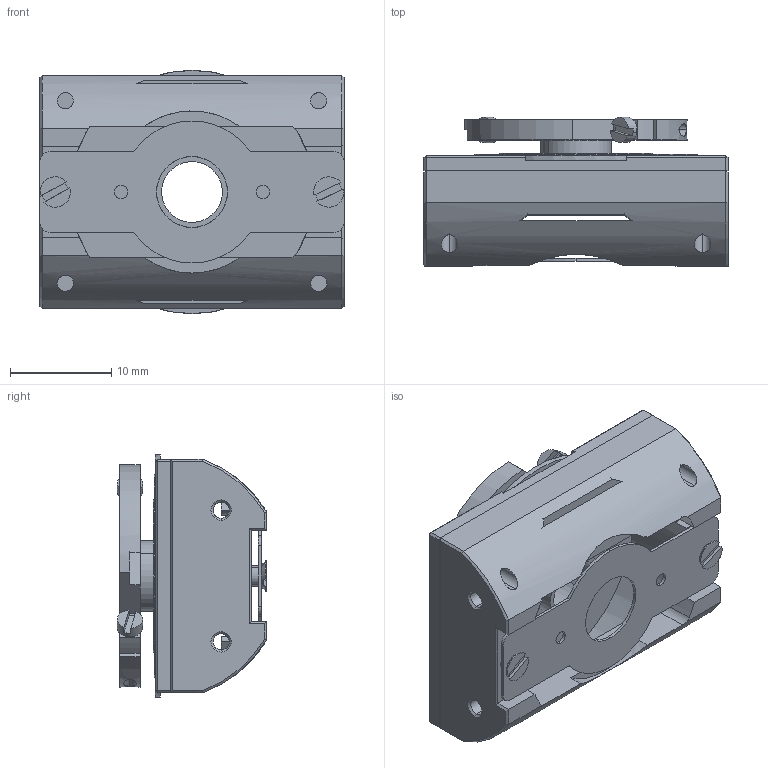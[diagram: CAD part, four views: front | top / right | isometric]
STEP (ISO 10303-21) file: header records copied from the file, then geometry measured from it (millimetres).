
FILE_DESCRIPTION (( 'STEP AP214' ), '1' );
FILE_NAME ('Rotator25.optic.web.STEP', '2022-04-27T09:17:13', ( '' ), ( '' ), 'SwSTEP 2.0', 'SolidWorks 2020', '' );
FILE_SCHEMA (( 'AUTOMOTIVE_DESIGN' ));
Length unit declared in the file: millimetre
Products named in the file (10): 葩璃 階啣^Rotator25.optic.web; 葩璃 蛌攫 part1^Rotator25.optic.web; 复件 铍铜片^Rotator25.optic.web; 葩璃 蛌攫 part2^Rotator25.optic.web; 葩璃 M1.6-D2.5T1.2L3^Rotator25.optic.web; 葩璃 杶芠_祑倛^Rotator25.optic.web; 葩璃 m2-D3L3.5T0.6^Rotator25.optic.web; 葩璃 蛌粣 holo^Rotator25.optic.web; Rotator25.optic.web; 葩璃 遠倛萇郯沭ver4^Rotator25.optic.web
Assembly tree (15 placements, depth 2):
  Rotator25.optic.web
    葩璃 杶芠_祑倛^Rotator25.optic.web
    葩璃 階啣^Rotator25.optic.web
    葩璃 遠倛萇郯沭ver4^Rotator25.optic.web
    复件 铍铜片^Rotator25.optic.web
    葩璃 蛌粣 holo^Rotator25.optic.web
    葩璃 蛌攫 part1^Rotator25.optic.web
    葩璃 蛌攫 part2^Rotator25.optic.web
    葩璃 M1.6-D2.5T1.2L3^Rotator25.optic.web  x2
    葩璃 m2-D3L3.5T0.6^Rotator25.optic.web  x6
Bounding box: 30 x 14.75 x 24 mm (x, y, z)
Volume: 3810.4 mm3; surface area: 6883.2 mm2
Topology: 15 solids, 15 shells, 339 faces, 855 edges, 540 vertices
Faces by surface type: plane 159, cylinder 144, cone 36
Entity records: 9461 total; most frequent: CARTESIAN_POINT 1820, DIRECTION 1442, ORIENTED_EDGE 1354, EDGE_CURVE 677, AXIS2_PLACEMENT_3D 531, VERTEX_POINT 429, LINE 380, VECTOR 380
